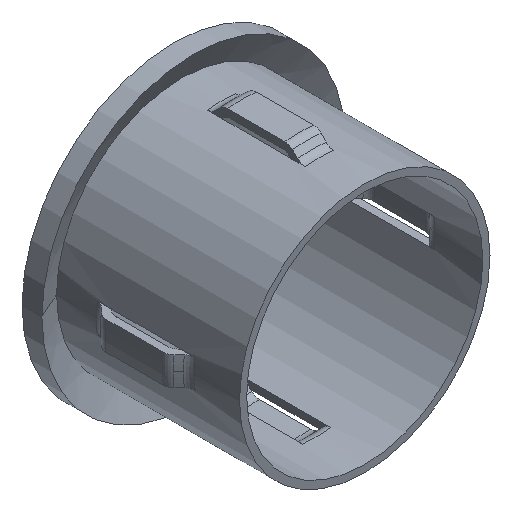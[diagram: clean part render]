
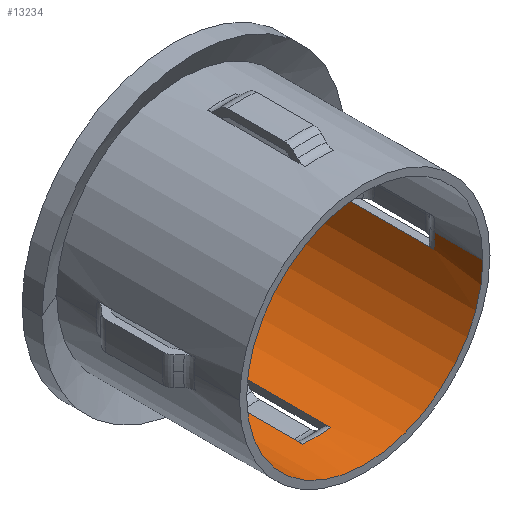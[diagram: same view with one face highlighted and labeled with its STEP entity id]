
A CAD part, isometric view. The second image highlights one B-rep face of the part: STEP entity #13234.
In plain terms, the highlighted cylindrical face has radius 16.5 mm (diameter 33 mm), a partial arc.
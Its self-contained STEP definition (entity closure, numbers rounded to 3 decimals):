
#84 = LINE ( 'NONE', #207, #2383 ) ;
#114 = CARTESIAN_POINT ( 'NONE',  ( 0., 6.729, 0. ) ) ;
#207 = CARTESIAN_POINT ( 'NONE',  ( -16.5, 28.9, 0. ) ) ;
#409 = EDGE_CURVE ( 'NONE', #3163, #10684, #4510, .T. ) ;
#438 = CARTESIAN_POINT ( 'NONE',  ( -16.378, 19.586, -2. ) ) ;
#446 = VERTEX_POINT ( 'NONE', #8003 ) ;
#503 = EDGE_LOOP ( 'NONE', ( #5413, #2758, #9532, #7696 ) ) ;
#587 = DIRECTION ( 'NONE',  ( 0., -1., 0. ) ) ;
#648 = DIRECTION ( 'NONE',  ( 1., 0., 0. ) ) ;
#671 = VERTEX_POINT ( 'NONE', #3336 ) ;
#916 = DIRECTION ( 'NONE',  ( 0., -1., 0. ) ) ;
#1062 = CARTESIAN_POINT ( 'NONE',  ( 16.5, 28.9, 0. ) ) ;
#1409 = DIRECTION ( 'NONE',  ( 0., -1., 0. ) ) ;
#1578 = DIRECTION ( 'NONE',  ( 0., -1., 0. ) ) ;
#1637 = DIRECTION ( 'NONE',  ( 1., 0., 0. ) ) ;
#1689 = DIRECTION ( 'NONE',  ( 0., -1., 0. ) ) ;
#1763 = DIRECTION ( 'NONE',  ( 0., -1., 0. ) ) ;
#2001 = CIRCLE ( 'NONE', #12526, 16.5 ) ;
#2031 = AXIS2_PLACEMENT_3D ( 'NONE', #8956, #3826, #7010 ) ;
#2119 = DIRECTION ( 'NONE',  ( 1., 0., 0. ) ) ;
#2136 = CARTESIAN_POINT ( 'NONE',  ( 2., 19.586, -16.378 ) ) ;
#2341 = DIRECTION ( 'NONE',  ( 0., -1., 0. ) ) ;
#2383 = VECTOR ( 'NONE', #9878, 1000. ) ;
#2597 = DIRECTION ( 'NONE',  ( 0., -1., 0. ) ) ;
#2598 = EDGE_LOOP ( 'NONE', ( #4908, #5630, #6871, #7792, #12091, #5445, #7705, #3223, #5047, #7609, #6450, #12768 ) ) ;
#2601 = CIRCLE ( 'NONE', #7437, 16.5 ) ;
#2637 = LINE ( 'NONE', #11555, #4778 ) ;
#2640 = CARTESIAN_POINT ( 'NONE',  ( 0., 6.729, 0. ) ) ;
#2673 = CYLINDRICAL_SURFACE ( 'NONE', #11783, 16.5 ) ;
#2740 = VERTEX_POINT ( 'NONE', #5008 ) ;
#2758 = ORIENTED_EDGE ( 'NONE', *, *, #3606, .F. ) ;
#2879 = EDGE_CURVE ( 'NONE', #4839, #7096, #2001, .T. ) ;
#2967 = VERTEX_POINT ( 'NONE', #2136 ) ;
#3027 = FACE_BOUND ( 'NONE', #503, .T. ) ;
#3040 = DIRECTION ( 'NONE',  ( 0., -1., 0. ) ) ;
#3101 = DIRECTION ( 'NONE',  ( 0., -1., 0. ) ) ;
#3117 = DIRECTION ( 'NONE',  ( 0., -1., 0. ) ) ;
#3130 = CARTESIAN_POINT ( 'NONE',  ( -16.5, 19.586, 0. ) ) ;
#3163 = VERTEX_POINT ( 'NONE', #4995 ) ;
#3223 = ORIENTED_EDGE ( 'NONE', *, *, #11714, .F. ) ;
#3336 = CARTESIAN_POINT ( 'NONE',  ( 16.5, 0., 0. ) ) ;
#3440 = CIRCLE ( 'NONE', #5412, 16.5 ) ;
#3536 = VECTOR ( 'NONE', #1578, 1000. ) ;
#3544 = CARTESIAN_POINT ( 'NONE',  ( 16.378, 20., -2. ) ) ;
#3606 = EDGE_CURVE ( 'NONE', #446, #10697, #2637, .T. ) ;
#3622 = CARTESIAN_POINT ( 'NONE',  ( 16.5, 19.586, 0. ) ) ;
#3826 = DIRECTION ( 'NONE',  ( 0., -1., 0. ) ) ;
#3929 = AXIS2_PLACEMENT_3D ( 'NONE', #12094, #2597, #10032 ) ;
#4222 = CARTESIAN_POINT ( 'NONE',  ( 16.378, 19.586, -2. ) ) ;
#4294 = CARTESIAN_POINT ( 'NONE',  ( 0., 6.729, 0. ) ) ;
#4338 = DIRECTION ( 'NONE',  ( 1., 0., 0. ) ) ;
#4510 = LINE ( 'NONE', #8099, #3536 ) ;
#4778 = VECTOR ( 'NONE', #3040, 1000. ) ;
#4839 = VERTEX_POINT ( 'NONE', #7357 ) ;
#4880 = DIRECTION ( 'NONE',  ( 0., -1., 0. ) ) ;
#4908 = ORIENTED_EDGE ( 'NONE', *, *, #9940, .F. ) ;
#4944 = VERTEX_POINT ( 'NONE', #4222 ) ;
#4995 = CARTESIAN_POINT ( 'NONE',  ( 16.5, 25.942, 0. ) ) ;
#5008 = CARTESIAN_POINT ( 'NONE',  ( -16.5, 25.942, 0. ) ) ;
#5047 = ORIENTED_EDGE ( 'NONE', *, *, #2879, .F. ) ;
#5084 = CIRCLE ( 'NONE', #3929, 16.5 ) ;
#5412 = AXIS2_PLACEMENT_3D ( 'NONE', #11524, #6481, #4338 ) ;
#5413 = ORIENTED_EDGE ( 'NONE', *, *, #7475, .F. ) ;
#5445 = ORIENTED_EDGE ( 'NONE', *, *, #11520, .T. ) ;
#5499 = DIRECTION ( 'NONE',  ( 1., 0., 0. ) ) ;
#5534 = EDGE_CURVE ( 'NONE', #10065, #9452, #11845, .T. ) ;
#5630 = ORIENTED_EDGE ( 'NONE', *, *, #11184, .T. ) ;
#5829 = LINE ( 'NONE', #10806, #7647 ) ;
#5833 = CARTESIAN_POINT ( 'NONE',  ( -16.378, 6.729, -2. ) ) ;
#5861 = LINE ( 'NONE', #1062, #10143 ) ;
#5883 = CARTESIAN_POINT ( 'NONE',  ( 2., 6.729, -16.378 ) ) ;
#6252 = EDGE_CURVE ( 'NONE', #4944, #10684, #2601, .T. ) ;
#6259 = DIRECTION ( 'NONE',  ( 1., 0., 0. ) ) ;
#6450 = ORIENTED_EDGE ( 'NONE', *, *, #6252, .T. ) ;
#6481 = DIRECTION ( 'NONE',  ( 0., -1., 0. ) ) ;
#6871 = ORIENTED_EDGE ( 'NONE', *, *, #5534, .T. ) ;
#6929 = CARTESIAN_POINT ( 'NONE',  ( -2., 6.729, -16.378 ) ) ;
#7010 = DIRECTION ( 'NONE',  ( 1., 0., 0. ) ) ;
#7096 = VERTEX_POINT ( 'NONE', #9908 ) ;
#7107 = CARTESIAN_POINT ( 'NONE',  ( -16.378, 20., -2. ) ) ;
#7210 = EDGE_CURVE ( 'NONE', #9452, #11062, #10720, .T. ) ;
#7259 = CARTESIAN_POINT ( 'NONE',  ( 0., 28.9, 0. ) ) ;
#7355 = LINE ( 'NONE', #13336, #8515 ) ;
#7357 = CARTESIAN_POINT ( 'NONE',  ( 16.378, 6.729, -2. ) ) ;
#7437 = AXIS2_PLACEMENT_3D ( 'NONE', #9776, #7621, #5499 ) ;
#7475 = EDGE_CURVE ( 'NONE', #10697, #10301, #13165, .T. ) ;
#7540 = DIRECTION ( 'NONE',  ( 1., 0., 0. ) ) ;
#7609 = ORIENTED_EDGE ( 'NONE', *, *, #12948, .F. ) ;
#7621 = DIRECTION ( 'NONE',  ( 0., -1., 0. ) ) ;
#7647 = VECTOR ( 'NONE', #2341, 1000. ) ;
#7696 = ORIENTED_EDGE ( 'NONE', *, *, #13314, .T. ) ;
#7705 = ORIENTED_EDGE ( 'NONE', *, *, #8420, .T. ) ;
#7781 = EDGE_CURVE ( 'NONE', #446, #2967, #3440, .T. ) ;
#7792 = ORIENTED_EDGE ( 'NONE', *, *, #7210, .T. ) ;
#8003 = CARTESIAN_POINT ( 'NONE',  ( -2., 19.586, -16.378 ) ) ;
#8099 = CARTESIAN_POINT ( 'NONE',  ( 16.5, 28.9, 0. ) ) ;
#8244 = VERTEX_POINT ( 'NONE', #9669 ) ;
#8420 = EDGE_CURVE ( 'NONE', #9048, #671, #5084, .T. ) ;
#8515 = VECTOR ( 'NONE', #1763, 1000. ) ;
#8956 = CARTESIAN_POINT ( 'NONE',  ( 0., 19.586, 0. ) ) ;
#9048 = VERTEX_POINT ( 'NONE', #13247 ) ;
#9070 = VECTOR ( 'NONE', #1689, 1000. ) ;
#9452 = VERTEX_POINT ( 'NONE', #438 ) ;
#9532 = ORIENTED_EDGE ( 'NONE', *, *, #7781, .T. ) ;
#9669 = CARTESIAN_POINT ( 'NONE',  ( -16.5, 6.729, 0. ) ) ;
#9711 = EDGE_CURVE ( 'NONE', #8244, #11062, #10998, .T. ) ;
#9776 = CARTESIAN_POINT ( 'NONE',  ( 0., 19.586, 0. ) ) ;
#9878 = DIRECTION ( 'NONE',  ( 0., -1., 0. ) ) ;
#9908 = CARTESIAN_POINT ( 'NONE',  ( 16.5, 6.729, 0. ) ) ;
#9940 = EDGE_CURVE ( 'NONE', #2740, #3163, #11792, .T. ) ;
#10032 = DIRECTION ( 'NONE',  ( 1., 0., 0. ) ) ;
#10065 = VERTEX_POINT ( 'NONE', #3130 ) ;
#10143 = VECTOR ( 'NONE', #10432, 1000. ) ;
#10192 = AXIS2_PLACEMENT_3D ( 'NONE', #4294, #3101, #6259 ) ;
#10301 = VERTEX_POINT ( 'NONE', #5883 ) ;
#10432 = DIRECTION ( 'NONE',  ( 0., -1., 0. ) ) ;
#10454 = FACE_OUTER_BOUND ( 'NONE', #2598, .T. ) ;
#10653 = AXIS2_PLACEMENT_3D ( 'NONE', #11153, #4880, #648 ) ;
#10684 = VERTEX_POINT ( 'NONE', #3622 ) ;
#10697 = VERTEX_POINT ( 'NONE', #6929 ) ;
#10720 = LINE ( 'NONE', #7107, #9070 ) ;
#10806 = CARTESIAN_POINT ( 'NONE',  ( 2., 20., -16.378 ) ) ;
#10998 = CIRCLE ( 'NONE', #10192, 16.5 ) ;
#11062 = VERTEX_POINT ( 'NONE', #5833 ) ;
#11153 = CARTESIAN_POINT ( 'NONE',  ( 0., 25.942, 0. ) ) ;
#11184 = EDGE_CURVE ( 'NONE', #2740, #10065, #7355, .T. ) ;
#11520 = EDGE_CURVE ( 'NONE', #8244, #9048, #84, .T. ) ;
#11524 = CARTESIAN_POINT ( 'NONE',  ( 0., 19.586, 0. ) ) ;
#11555 = CARTESIAN_POINT ( 'NONE',  ( -2., 20., -16.378 ) ) ;
#11714 = EDGE_CURVE ( 'NONE', #7096, #671, #5861, .T. ) ;
#11783 = AXIS2_PLACEMENT_3D ( 'NONE', #7259, #916, #2119 ) ;
#11792 = CIRCLE ( 'NONE', #10653, 16.5 ) ;
#11845 = CIRCLE ( 'NONE', #2031, 16.5 ) ;
#12091 = ORIENTED_EDGE ( 'NONE', *, *, #9711, .F. ) ;
#12094 = CARTESIAN_POINT ( 'NONE',  ( 0., 0., 0. ) ) ;
#12255 = LINE ( 'NONE', #3544, #12586 ) ;
#12461 = AXIS2_PLACEMENT_3D ( 'NONE', #2640, #587, #1637 ) ;
#12526 = AXIS2_PLACEMENT_3D ( 'NONE', #114, #3117, #7540 ) ;
#12586 = VECTOR ( 'NONE', #1409, 1000. ) ;
#12768 = ORIENTED_EDGE ( 'NONE', *, *, #409, .F. ) ;
#12948 = EDGE_CURVE ( 'NONE', #4944, #4839, #12255, .T. ) ;
#13165 = CIRCLE ( 'NONE', #12461, 16.5 ) ;
#13234 = ADVANCED_FACE ( 'NONE', ( #3027, #10454 ), #2673, .F. ) ;
#13247 = CARTESIAN_POINT ( 'NONE',  ( -16.5, 0., 0. ) ) ;
#13314 = EDGE_CURVE ( 'NONE', #2967, #10301, #5829, .T. ) ;
#13336 = CARTESIAN_POINT ( 'NONE',  ( -16.5, 28.9, 0. ) ) ;
